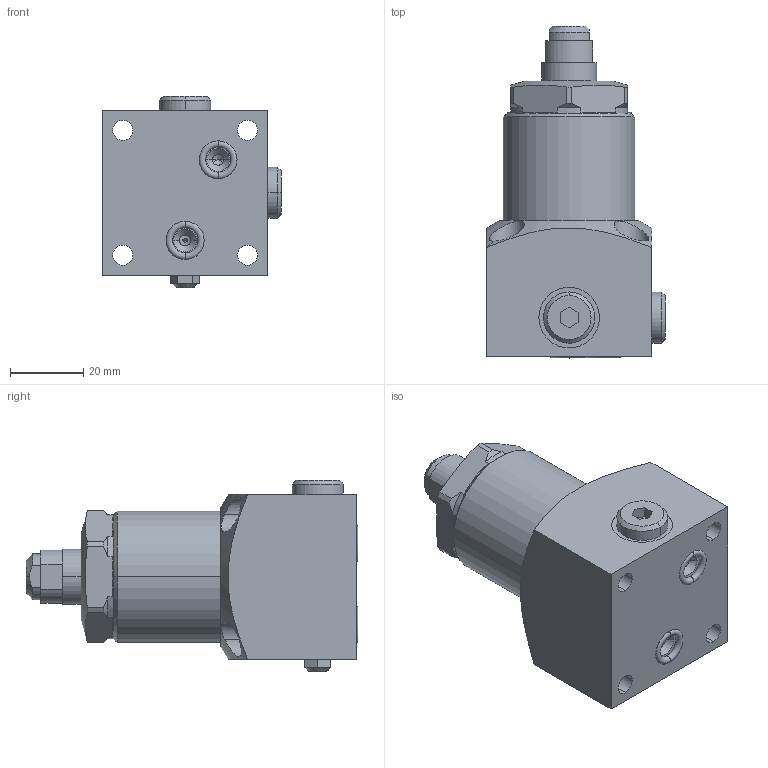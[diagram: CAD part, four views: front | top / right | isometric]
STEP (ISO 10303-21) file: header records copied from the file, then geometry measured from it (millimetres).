
FILE_DESCRIPTION((''),'2;1');
FILE_NAME('ILCML1051500L','2019-07-10T',('Mjust'),(''),'PRO/ENGINEER BY PARAMETRIC TECHNOLOGY CORPORATION, 2017170','PRO/ENGINEER BY PARAMETRIC TECHNOLOGY CORPORATION, 2017170','');
FILE_SCHEMA(('AUTOMOTIVE_DESIGN { 1 0 10303 214 1 1 1 1 }'));
Length unit declared in the file: millimetre
Products named in the file (1): ILCML1051500L
Bounding box: 48.75 x 90.45 x 52.07 mm (x, y, z)
Volume: 106583.6 mm3; surface area: 19792.8 mm2
Topology: 1 solids, 5 shells, 179 faces, 430 edges, 271 vertices
Faces by surface type: plane 69, cylinder 64, cone 42, torus 4
Entity records: 6773 total; most frequent: CARTESIAN_POINT 1246, DIRECTION 904, ORIENTED_EDGE 832, PRESENTATION_STYLE_ASSIGNMENT 423, STYLED_ITEM 423, CURVE_STYLE 420, EDGE_CURVE 420, AXIS2_PLACEMENT_3D 352
